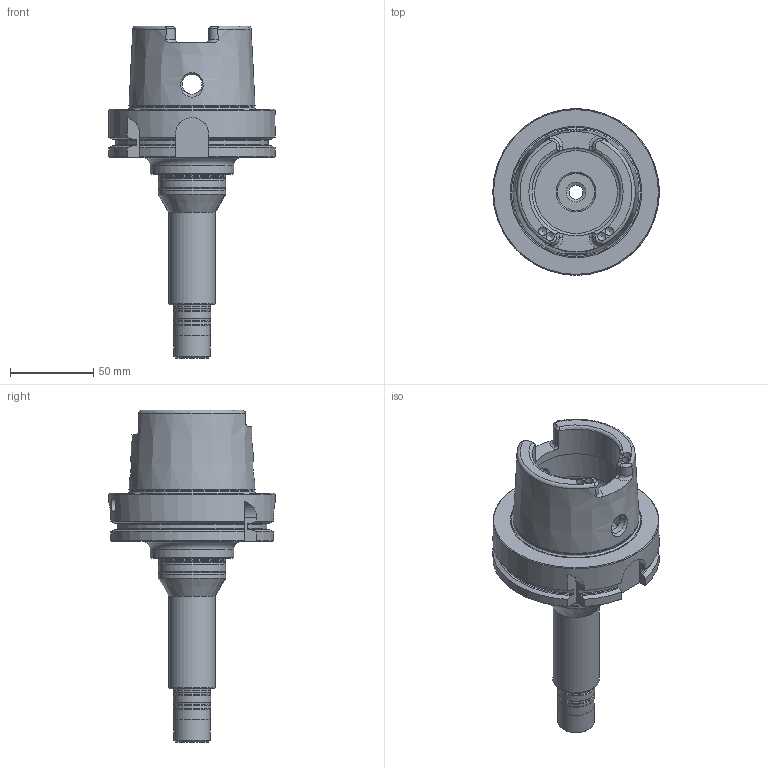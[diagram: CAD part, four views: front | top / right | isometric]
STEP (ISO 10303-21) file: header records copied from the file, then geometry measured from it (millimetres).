
FILE_DESCRIPTION(/* description */ (''),/* implementation_level */ '2;1');
FILE_NAME(/* name */ '450011680.stp',/* time_stamp */ '2021-01-08T12:41:14',/* author */ ('LRA'),/* organization */ ('REGO-FIX'),/* preprocessor_version */ ' Unknown',/* originating_system */ 'SIEMENS PLM Software Solid Edge ST10',/* authorization */ 'Unknown');
FILE_SCHEMA (('AUTOMOTIVE_DESIGN { 1 0 10303 214 2 1 1}'));
Length unit declared in the file: millimetre
Products named in the file (1): NOCUT
Bounding box: 100 x 100 x 199.5 mm (x, y, z)
Volume: 333200.2 mm3; surface area: 65171.8 mm2
Topology: 1 solids, 1 shells, 161 faces, 411 edges, 256 vertices
Faces by surface type: cone 48, cylinder 47, plane 37, torus 29
Full cylindrical faces by diameter (mm): 5 x4, 8.376 x1, 8.5 x1, 10 x1, 10.5 x1, 12 x3, 22 x2, 22.376 x1, 22.5 x3, 25 x1, 28 x1, 40.5 x3, 50 x1, 53 x2, 63 x1, 75.459 x1, 100 x1
Entity records: 5638 total; most frequent: CARTESIAN_POINT 1110, DIRECTION 708, ORIENTED_EDGE 604, AXIS2_PLACEMENT_3D 314, EDGE_CURVE 302, FACE_BOUND 254, EDGE_LOOP 250, VERTEX_POINT 230
